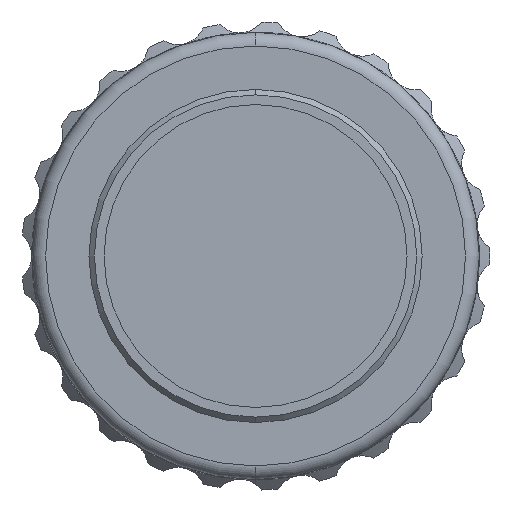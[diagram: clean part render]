
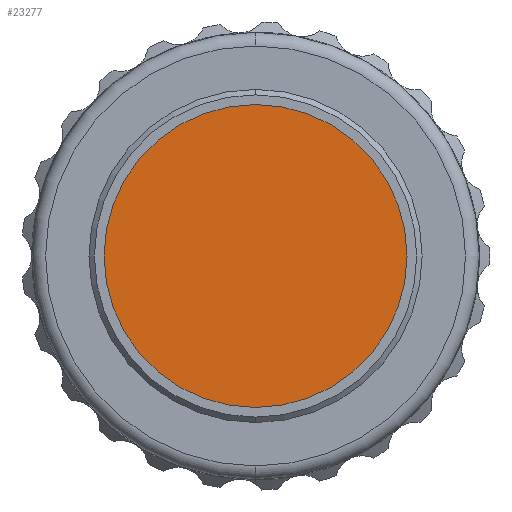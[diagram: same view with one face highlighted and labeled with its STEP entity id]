
A CAD part, left-side view. The second image highlights one B-rep face of the part: STEP entity #23277.
In plain terms, the highlighted planar face has unit normal (-1, 0, 0).
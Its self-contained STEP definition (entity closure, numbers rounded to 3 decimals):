
#6139 = VERTEX_POINT ( 'NONE', #37467 ) ;
#7714 = EDGE_LOOP ( 'NONE', ( #38257, #47154 ) ) ;
#12529 = DIRECTION ( 'NONE',  ( -1., 0., 0. ) ) ;
#14915 = CARTESIAN_POINT ( 'NONE',  ( 1., 0., 11. ) ) ;
#15666 = PLANE ( 'NONE',  #31602 ) ;
#16650 = CARTESIAN_POINT ( 'NONE',  ( 1., 0., 0. ) ) ;
#19269 = VERTEX_POINT ( 'NONE', #14915 ) ;
#19777 = DIRECTION ( 'NONE',  ( 0., 0., 1. ) ) ;
#21869 = CARTESIAN_POINT ( 'NONE',  ( 1., 0., 0. ) ) ;
#23277 = ADVANCED_FACE ( 'NONE', ( #28670 ), #15666, .T. ) ;
#23869 = DIRECTION ( 'NONE',  ( -1., 0., 0. ) ) ;
#24012 = DIRECTION ( 'NONE',  ( -1., 0., 0. ) ) ;
#25526 = DIRECTION ( 'NONE',  ( 0., 0., 1. ) ) ;
#27834 = CARTESIAN_POINT ( 'NONE',  ( 1., 0., 0. ) ) ;
#28670 = FACE_OUTER_BOUND ( 'NONE', #7714, .T. ) ;
#31602 = AXIS2_PLACEMENT_3D ( 'NONE', #27834, #23869, #45141 ) ;
#32080 = EDGE_CURVE ( 'NONE', #6139, #19269, #54212, .T. ) ;
#37467 = CARTESIAN_POINT ( 'NONE',  ( 1., 0., -11. ) ) ;
#38257 = ORIENTED_EDGE ( 'NONE', *, *, #49105, .T. ) ;
#40205 = AXIS2_PLACEMENT_3D ( 'NONE', #16650, #24012, #19777 ) ;
#43394 = AXIS2_PLACEMENT_3D ( 'NONE', #21869, #12529, #25526 ) ;
#44686 = CIRCLE ( 'NONE', #40205, 11. ) ;
#45141 = DIRECTION ( 'NONE',  ( 0., 0., 1. ) ) ;
#47154 = ORIENTED_EDGE ( 'NONE', *, *, #32080, .T. ) ;
#49105 = EDGE_CURVE ( 'NONE', #19269, #6139, #44686, .T. ) ;
#54212 = CIRCLE ( 'NONE', #43394, 11. ) ;
